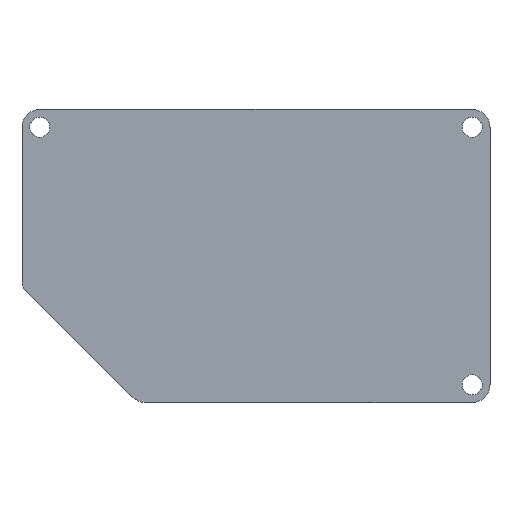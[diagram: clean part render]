
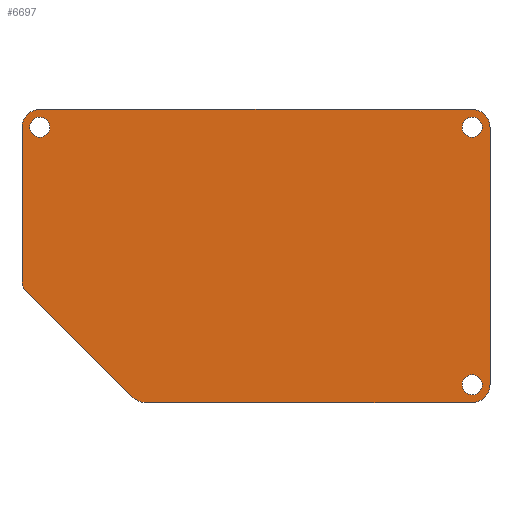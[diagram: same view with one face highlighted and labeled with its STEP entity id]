
A CAD part, front view. The second image highlights one B-rep face of the part: STEP entity #6697.
In plain terms, the highlighted planar face has unit normal (0, -1, 0).
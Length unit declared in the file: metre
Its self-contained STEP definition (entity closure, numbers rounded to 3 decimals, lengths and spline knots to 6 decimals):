
#616=CIRCLE('',#7218,0.0017);
#617=CIRCLE('',#7220,0.0017);
#618=CIRCLE('',#7223,0.0017);
#619=CIRCLE('',#7225,0.003);
#620=CIRCLE('',#7226,0.003);
#621=CIRCLE('',#7227,0.003);
#622=CIRCLE('',#7228,0.003);
#623=CIRCLE('',#7229,0.003);
#1110=ORIENTED_EDGE('',*,*,#3215,.F.);
#1111=ORIENTED_EDGE('',*,*,#3217,.T.);
#1112=ORIENTED_EDGE('',*,*,#3197,.F.);
#1113=ORIENTED_EDGE('',*,*,#3218,.T.);
#1114=ORIENTED_EDGE('',*,*,#3201,.T.);
#1115=ORIENTED_EDGE('',*,*,#3219,.T.);
#1116=ORIENTED_EDGE('',*,*,#3205,.F.);
#1117=ORIENTED_EDGE('',*,*,#3220,.T.);
#1118=ORIENTED_EDGE('',*,*,#3209,.F.);
#1119=ORIENTED_EDGE('',*,*,#3221,.T.);
#1120=ORIENTED_EDGE('',*,*,#3211,.F.);
#1121=ORIENTED_EDGE('',*,*,#3210,.F.);
#1122=ORIENTED_EDGE('',*,*,#3216,.F.);
#3197=EDGE_CURVE('',#4252,#4249,#4738,.T.);
#3201=EDGE_CURVE('',#4253,#4256,#4742,.T.);
#3205=EDGE_CURVE('',#4260,#4257,#4746,.T.);
#3209=EDGE_CURVE('',#4264,#4261,#4750,.T.);
#3210=EDGE_CURVE('',#4265,#4265,#616,.T.);
#3211=EDGE_CURVE('',#4266,#4266,#617,.T.);
#3215=EDGE_CURVE('',#4270,#4267,#4754,.T.);
#3216=EDGE_CURVE('',#4271,#4271,#618,.T.);
#3217=EDGE_CURVE('',#4270,#4249,#619,.T.);
#3218=EDGE_CURVE('',#4252,#4253,#620,.T.);
#3219=EDGE_CURVE('',#4256,#4257,#621,.T.);
#3220=EDGE_CURVE('',#4260,#4261,#622,.T.);
#3221=EDGE_CURVE('',#4264,#4267,#623,.T.);
#4249=VERTEX_POINT('',#10123);
#4252=VERTEX_POINT('',#10128);
#4253=VERTEX_POINT('',#10132);
#4256=VERTEX_POINT('',#10137);
#4257=VERTEX_POINT('',#10141);
#4260=VERTEX_POINT('',#10146);
#4261=VERTEX_POINT('',#10150);
#4264=VERTEX_POINT('',#10155);
#4265=VERTEX_POINT('',#10159);
#4266=VERTEX_POINT('',#10162);
#4267=VERTEX_POINT('',#10165);
#4270=VERTEX_POINT('',#10170);
#4271=VERTEX_POINT('',#10174);
#4738=LINE('',#10129,#5280);
#4742=LINE('',#10138,#5284);
#4746=LINE('',#10147,#5288);
#4750=LINE('',#10156,#5292);
#4754=LINE('',#10171,#5296);
#5280=VECTOR('',#8006,1.);
#5284=VECTOR('',#8012,1.);
#5288=VECTOR('',#8018,1.);
#5292=VECTOR('',#8024,1.);
#5296=VECTOR('',#8038,1.);
#5768=EDGE_LOOP('',(#1110,#1111,#1112,#1113,#1114,#1115,#1116,#1117,#1118,
#1119));
#5769=EDGE_LOOP('',(#1120));
#5770=EDGE_LOOP('',(#1121));
#5771=EDGE_LOOP('',(#1122));
#6183=FACE_BOUND('',#5768,.T.);
#6184=FACE_BOUND('',#5769,.T.);
#6185=FACE_BOUND('',#5770,.T.);
#6186=FACE_BOUND('',#5771,.T.);
#6571=PLANE('',#7224);
#6697=ADVANCED_FACE('',(#6183,#6184,#6185,#6186),#6571,.T.);
#7218=AXIS2_PLACEMENT_3D('',#10158,#8027,#8028);
#7220=AXIS2_PLACEMENT_3D('',#10161,#8031,#8032);
#7223=AXIS2_PLACEMENT_3D('',#10173,#8041,#8042);
#7224=AXIS2_PLACEMENT_3D('',#10175,#8043,#8044);
#7225=AXIS2_PLACEMENT_3D('',#10176,#8045,#8046);
#7226=AXIS2_PLACEMENT_3D('',#10177,#8047,#8048);
#7227=AXIS2_PLACEMENT_3D('',#10178,#8049,#8050);
#7228=AXIS2_PLACEMENT_3D('',#10179,#8051,#8052);
#7229=AXIS2_PLACEMENT_3D('',#10180,#8053,#8054);
#8006=DIRECTION('',(1.,0.,0.));
#8012=DIRECTION('',(0.,0.,-1.));
#8018=DIRECTION('',(-0.711,0.,0.703));
#8024=DIRECTION('',(-1.,0.,0.));
#8027=DIRECTION('',(0.,-1.,0.));
#8028=DIRECTION('',(0.,0.,-1.));
#8031=DIRECTION('',(0.,-1.,0.));
#8032=DIRECTION('',(0.,0.,-1.));
#8038=DIRECTION('',(0.,0.,-1.));
#8041=DIRECTION('',(0.,-1.,0.));
#8042=DIRECTION('',(0.,0.,-1.));
#8043=DIRECTION('',(0.,-1.,0.));
#8044=DIRECTION('',(1.,0.,0.));
#8045=DIRECTION('',(0.,-1.,0.));
#8046=DIRECTION('',(0.,0.,-1.));
#8047=DIRECTION('',(0.,-1.,0.));
#8048=DIRECTION('',(0.,0.,-1.));
#8049=DIRECTION('',(0.,-1.,0.));
#8050=DIRECTION('',(0.,0.,-1.));
#8051=DIRECTION('',(0.,-1.,0.));
#8052=DIRECTION('',(0.,0.,-1.));
#8053=DIRECTION('',(0.,-1.,0.));
#8054=DIRECTION('',(0.,0.,-1.));
#10123=CARTESIAN_POINT('',(0.036039,-0.004,0.045374));
#10128=CARTESIAN_POINT('',(-0.036911,-0.004,0.045374));
#10129=CARTESIAN_POINT('',(-0.000436,-0.004,0.045374));
#10132=CARTESIAN_POINT('',(-0.039911,-0.004,0.042374));
#10137=CARTESIAN_POINT('',(-0.039911,-0.004,0.016552));
#10138=CARTESIAN_POINT('',(-0.039911,-0.004,0.030336));
#10141=CARTESIAN_POINT('',(-0.03902,-0.004,0.014418));
#10146=CARTESIAN_POINT('',(-0.021188,-0.004,-0.00321));
#10147=CARTESIAN_POINT('',(-0.030111,-0.004,0.005611));
#10150=CARTESIAN_POINT('',(-0.019079,-0.004,-0.004076));
#10155=CARTESIAN_POINT('',(0.036039,-0.004,-0.004076));
#10156=CARTESIAN_POINT('',(0.009364,-0.004,-0.004076));
#10158=CARTESIAN_POINT('',(0.036039,-0.004,-0.001076));
#10159=CARTESIAN_POINT('',(0.036039,-0.004,-0.002776));
#10161=CARTESIAN_POINT('',(-0.036911,-0.004,0.042374));
#10162=CARTESIAN_POINT('',(-0.036911,-0.004,0.040674));
#10165=CARTESIAN_POINT('',(0.039039,-0.004,-0.001076));
#10170=CARTESIAN_POINT('',(0.039039,-0.004,0.042374));
#10171=CARTESIAN_POINT('',(0.039039,-0.004,0.020649));
#10173=CARTESIAN_POINT('',(0.036039,-0.004,0.042374));
#10174=CARTESIAN_POINT('',(0.036039,-0.004,0.040674));
#10175=CARTESIAN_POINT('',(-0.000436,-0.004,0.020649));
#10176=CARTESIAN_POINT('',(0.036039,-0.004,0.042374));
#10177=CARTESIAN_POINT('',(-0.036911,-0.004,0.042374));
#10178=CARTESIAN_POINT('',(-0.036911,-0.004,0.016552));
#10179=CARTESIAN_POINT('',(-0.019079,-0.004,-0.001076));
#10180=CARTESIAN_POINT('',(0.036039,-0.004,-0.001076));
